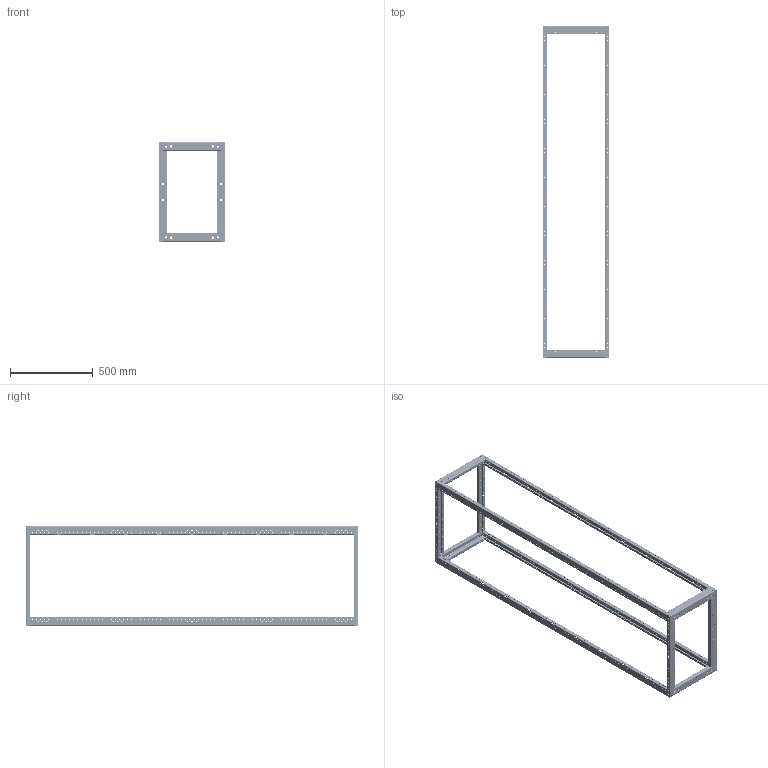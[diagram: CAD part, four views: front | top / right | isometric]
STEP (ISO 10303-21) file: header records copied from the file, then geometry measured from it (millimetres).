
FILE_DESCRIPTION(('STEP AP214'),'1');
FILE_NAME('cctmp_95378180-DA1F-4F05-9E90-56B9E843AA84_2025_01_23_07_48_07_0517..stp','2025-01-23T06:48:12',('SIEMENS A&D'),('CADClick - www.CADClick.com'),'Spatial InterOp 3D',' ','unknown authorization');
FILE_SCHEMA(('AUTOMOTIVE_DESIGN'));
Length unit declared in the file: millimetre
Products named in the file (13): cc_unnamed; 2025_01_23_07_48_07_0404; 2025_01_23_07_48_07_0363; 2025_01_23_07_48_07_0283; 2025_01_23_07_48_07_0242; 2025_01_23_07_48_07_0161; 2025_01_23_07_48_07_0121; 2025_01_23_07_48_07_0050; 2025_01_23_07_48_07_0009; 2025_01_23_07_48_06_0929; 2025_01_23_07_48_06_0888; 2025_01_23_07_48_06_0805; 2025_01_23_07_48_06_0773
Assembly tree (12 placements, depth 2):
  cc_unnamed
    2025_01_23_07_48_07_0404
    2025_01_23_07_48_07_0363
    2025_01_23_07_48_07_0283
    2025_01_23_07_48_07_0242
    2025_01_23_07_48_07_0161
    2025_01_23_07_48_07_0121
    2025_01_23_07_48_07_0050
    2025_01_23_07_48_07_0009
    2025_01_23_07_48_06_0929
    2025_01_23_07_48_06_0888
    2025_01_23_07_48_06_0805
    2025_01_23_07_48_06_0773
Bounding box: 400 x 2000 x 600 mm (x, y, z)
Volume: 3525554.9 mm3; surface area: 3008977.6 mm2
Topology: 84 solids, 84 shells, 6076 faces, 17540 edges, 11608 vertices
Faces by surface type: cylinder 4768, plane 1116, cone 192
Entity records: 263794 total; most frequent: DIRECTION 39286, CARTESIAN_POINT 36461, ORIENTED_EDGE 35080, EDGE_CURVE 17540, AXIS2_PLACEMENT_3D 15729, VERTEX_POINT 11608, EDGE_LOOP 10436, CIRCLE 9640
